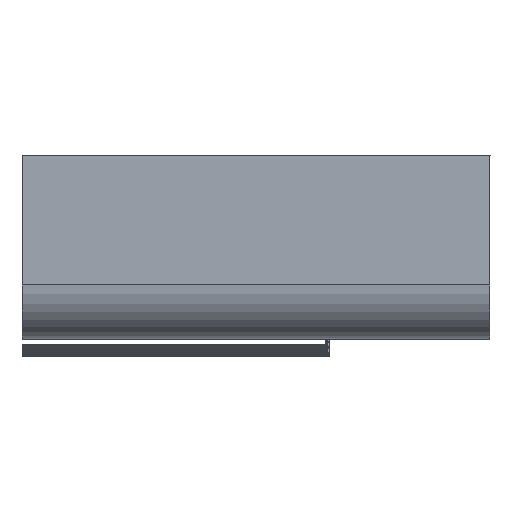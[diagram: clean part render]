
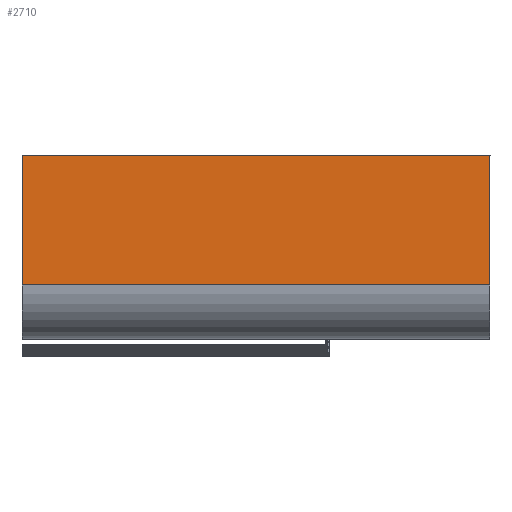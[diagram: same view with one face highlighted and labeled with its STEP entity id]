
A CAD part, front view. The second image highlights one B-rep face of the part: STEP entity #2710.
In plain terms, the highlighted planar face has unit normal (0, -1, 0).
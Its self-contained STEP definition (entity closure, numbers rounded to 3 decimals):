
#66 = PLANE('',#67);
#67 = AXIS2_PLACEMENT_3D('',#68,#69,#70);
#68 = CARTESIAN_POINT('',(-38.,-12.349,
    -24.692));
#69 = DIRECTION('',(1.,0.,0.));
#70 = DIRECTION('',(0.,0.,1.));
#94 = CYLINDRICAL_SURFACE('',#95,9.5);
#95 = AXIS2_PLACEMENT_3D('',#96,#97,#98);
#96 = CARTESIAN_POINT('',(-38.,-31.8,-26.233));
#97 = DIRECTION('',(-1.,0.,0.));
#98 = DIRECTION('',(0.,-1.,0.));
#122 = PLANE('',#123);
#123 = AXIS2_PLACEMENT_3D('',#124,#125,#126);
#124 = CARTESIAN_POINT('',(44.,-12.349,
    -24.692));
#125 = DIRECTION('',(1.,0.,0.));
#126 = DIRECTION('',(0.,0.,1.));
#571 = VERTEX_POINT('',#572);
#572 = CARTESIAN_POINT('',(-38.,-41.3,-3.577));
#586 = PLANE('',#587);
#587 = AXIS2_PLACEMENT_3D('',#588,#589,#590);
#588 = CARTESIAN_POINT('',(-38.,-39.3,
    -3.577));
#589 = DIRECTION('',(0.,0.,-1.));
#590 = DIRECTION('',(0.,-1.,0.));
#598 = EDGE_CURVE('',#571,#599,#601,.T.);
#599 = VERTEX_POINT('',#600);
#600 = CARTESIAN_POINT('',(-38.,-41.3,-26.233));
#601 = SURFACE_CURVE('',#602,(#606,#613),.PCURVE_S1.);
#602 = LINE('',#603,#604);
#603 = CARTESIAN_POINT('',(-38.,-41.3,
    -3.577));
#604 = VECTOR('',#605,1.);
#605 = DIRECTION('',(0.,0.,-1.));
#606 = PCURVE('',#66,#607);
#607 = DEFINITIONAL_REPRESENTATION('',(#608),#612);
#608 = LINE('',#609,#610);
#609 = CARTESIAN_POINT('',(21.115,28.951));
#610 = VECTOR('',#611,1.);
#611 = DIRECTION('',(-1.,0.));
#612 = ( GEOMETRIC_REPRESENTATION_CONTEXT(2) 
PARAMETRIC_REPRESENTATION_CONTEXT() REPRESENTATION_CONTEXT('2D SPACE',''
  ) );
#613 = PCURVE('',#614,#619);
#614 = PLANE('',#615);
#615 = AXIS2_PLACEMENT_3D('',#616,#617,#618);
#616 = CARTESIAN_POINT('',(-38.,-41.3,
    -3.577));
#617 = DIRECTION('',(0.,1.,0.));
#618 = DIRECTION('',(0.,0.,-1.));
#619 = DEFINITIONAL_REPRESENTATION('',(#620),#624);
#620 = LINE('',#621,#622);
#621 = CARTESIAN_POINT('',(0.,0.));
#622 = VECTOR('',#623,1.);
#623 = DIRECTION('',(1.,0.));
#624 = ( GEOMETRIC_REPRESENTATION_CONTEXT(2) 
PARAMETRIC_REPRESENTATION_CONTEXT() REPRESENTATION_CONTEXT('2D SPACE',''
  ) );
#901 = VERTEX_POINT('',#902);
#902 = CARTESIAN_POINT('',(44.,-41.3,
    -26.233));
#1010 = VERTEX_POINT('',#1011);
#1011 = CARTESIAN_POINT('',(44.,-41.3,
    -3.577));
#1032 = EDGE_CURVE('',#1010,#901,#1033,.T.);
#1033 = SURFACE_CURVE('',#1034,(#1038,#1045),.PCURVE_S1.);
#1034 = LINE('',#1035,#1036);
#1035 = CARTESIAN_POINT('',(44.,-41.3,
    -3.577));
#1036 = VECTOR('',#1037,1.);
#1037 = DIRECTION('',(0.,0.,-1.));
#1038 = PCURVE('',#122,#1039);
#1039 = DEFINITIONAL_REPRESENTATION('',(#1040),#1044);
#1040 = LINE('',#1041,#1042);
#1041 = CARTESIAN_POINT('',(21.115,28.951));
#1042 = VECTOR('',#1043,1.);
#1043 = DIRECTION('',(-1.,0.));
#1044 = ( GEOMETRIC_REPRESENTATION_CONTEXT(2) 
PARAMETRIC_REPRESENTATION_CONTEXT() REPRESENTATION_CONTEXT('2D SPACE',''
  ) );
#1045 = PCURVE('',#614,#1046);
#1046 = DEFINITIONAL_REPRESENTATION('',(#1047),#1051);
#1047 = LINE('',#1048,#1049);
#1048 = CARTESIAN_POINT('',(0.,-82.));
#1049 = VECTOR('',#1050,1.);
#1050 = DIRECTION('',(1.,0.));
#1051 = ( GEOMETRIC_REPRESENTATION_CONTEXT(2) 
PARAMETRIC_REPRESENTATION_CONTEXT() REPRESENTATION_CONTEXT('2D SPACE',''
  ) );
#1058 = EDGE_CURVE('',#599,#901,#1059,.T.);
#1059 = SURFACE_CURVE('',#1060,(#1064,#1071),.PCURVE_S1.);
#1060 = LINE('',#1061,#1062);
#1061 = CARTESIAN_POINT('',(-38.,-41.3,-26.233)
  );
#1062 = VECTOR('',#1063,1.);
#1063 = DIRECTION('',(1.,0.,0.));
#1064 = PCURVE('',#94,#1065);
#1065 = DEFINITIONAL_REPRESENTATION('',(#1066),#1070);
#1066 = LINE('',#1067,#1068);
#1067 = CARTESIAN_POINT('',(6.283,0.));
#1068 = VECTOR('',#1069,1.);
#1069 = DIRECTION('',(0.,-1.));
#1070 = ( GEOMETRIC_REPRESENTATION_CONTEXT(2) 
PARAMETRIC_REPRESENTATION_CONTEXT() REPRESENTATION_CONTEXT('2D SPACE',''
  ) );
#1071 = PCURVE('',#614,#1072);
#1072 = DEFINITIONAL_REPRESENTATION('',(#1073),#1077);
#1073 = LINE('',#1074,#1075);
#1074 = CARTESIAN_POINT('',(22.656,0.));
#1075 = VECTOR('',#1076,1.);
#1076 = DIRECTION('',(0.,-1.));
#1077 = ( GEOMETRIC_REPRESENTATION_CONTEXT(2) 
PARAMETRIC_REPRESENTATION_CONTEXT() REPRESENTATION_CONTEXT('2D SPACE',''
  ) );
#2689 = EDGE_CURVE('',#571,#1010,#2690,.T.);
#2690 = SURFACE_CURVE('',#2691,(#2695,#2702),.PCURVE_S1.);
#2691 = LINE('',#2692,#2693);
#2692 = CARTESIAN_POINT('',(-38.,-41.3,
    -3.577));
#2693 = VECTOR('',#2694,1.);
#2694 = DIRECTION('',(1.,0.,0.));
#2695 = PCURVE('',#586,#2696);
#2696 = DEFINITIONAL_REPRESENTATION('',(#2697),#2701);
#2697 = LINE('',#2698,#2699);
#2698 = CARTESIAN_POINT('',(2.,0.));
#2699 = VECTOR('',#2700,1.);
#2700 = DIRECTION('',(0.,-1.));
#2701 = ( GEOMETRIC_REPRESENTATION_CONTEXT(2) 
PARAMETRIC_REPRESENTATION_CONTEXT() REPRESENTATION_CONTEXT('2D SPACE',''
  ) );
#2702 = PCURVE('',#614,#2703);
#2703 = DEFINITIONAL_REPRESENTATION('',(#2704),#2708);
#2704 = LINE('',#2705,#2706);
#2705 = CARTESIAN_POINT('',(-0.,0.));
#2706 = VECTOR('',#2707,1.);
#2707 = DIRECTION('',(0.,-1.));
#2708 = ( GEOMETRIC_REPRESENTATION_CONTEXT(2) 
PARAMETRIC_REPRESENTATION_CONTEXT() REPRESENTATION_CONTEXT('2D SPACE',''
  ) );
#2710 = ADVANCED_FACE('',(#2711),#614,.F.);
#2711 = FACE_BOUND('',#2712,.F.);
#2712 = EDGE_LOOP('',(#2713,#2714,#2715,#2716));
#2713 = ORIENTED_EDGE('',*,*,#2689,.T.);
#2714 = ORIENTED_EDGE('',*,*,#1032,.T.);
#2715 = ORIENTED_EDGE('',*,*,#1058,.F.);
#2716 = ORIENTED_EDGE('',*,*,#598,.F.);
